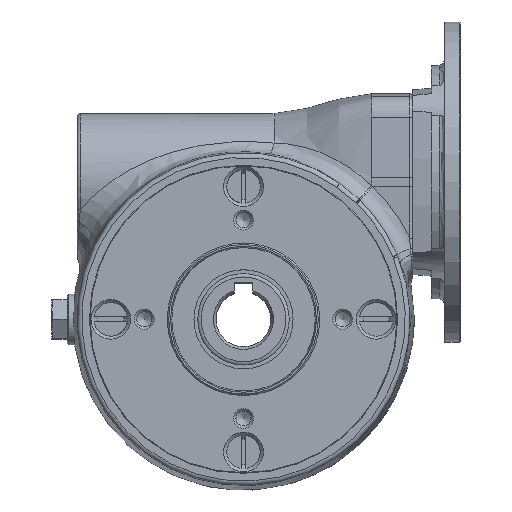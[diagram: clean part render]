
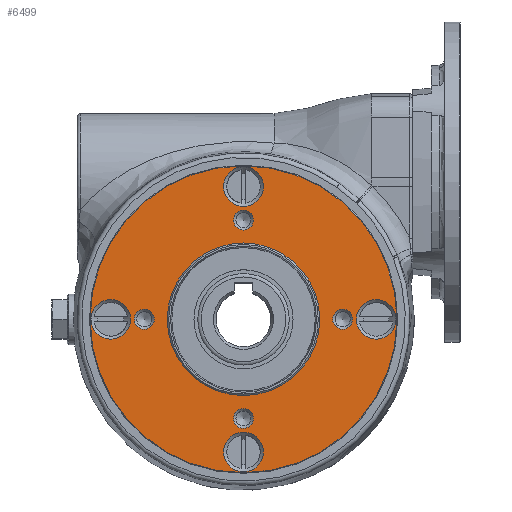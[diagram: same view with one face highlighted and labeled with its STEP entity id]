
A CAD part, top view. The second image highlights one B-rep face of the part: STEP entity #6499.
In plain terms, the highlighted planar face has unit normal (0, 0, 1).
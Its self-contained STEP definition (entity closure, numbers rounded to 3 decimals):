
#521=PLANE('',#6935);
#1097=ORIENTED_EDGE('',*,*,#2362,.F.);
#1098=ORIENTED_EDGE('',*,*,#2360,.F.);
#1099=ORIENTED_EDGE('',*,*,#2357,.F.);
#1100=ORIENTED_EDGE('',*,*,#2354,.F.);
#1101=ORIENTED_EDGE('',*,*,#2351,.F.);
#1102=ORIENTED_EDGE('',*,*,#2344,.F.);
#1103=ORIENTED_EDGE('',*,*,#2363,.F.);
#1104=ORIENTED_EDGE('',*,*,#2364,.F.);
#1105=ORIENTED_EDGE('',*,*,#2365,.F.);
#1106=ORIENTED_EDGE('',*,*,#2341,.T.);
#2341=EDGE_CURVE('',#2973,#2973,#3412,.T.);
#2344=EDGE_CURVE('',#2976,#2976,#3415,.T.);
#2351=EDGE_CURVE('',#2984,#2984,#3422,.T.);
#2354=EDGE_CURVE('',#2988,#2988,#3425,.T.);
#2357=EDGE_CURVE('',#2992,#2992,#3428,.T.);
#2360=EDGE_CURVE('',#2996,#2996,#3431,.T.);
#2362=EDGE_CURVE('',#2998,#2998,#3433,.T.);
#2363=EDGE_CURVE('',#2999,#2999,#3434,.T.);
#2364=EDGE_CURVE('',#3000,#3000,#3435,.T.);
#2365=EDGE_CURVE('',#3001,#3001,#3436,.T.);
#2973=VERTEX_POINT('',#9166);
#2976=VERTEX_POINT('',#9173);
#2984=VERTEX_POINT('',#9192);
#2988=VERTEX_POINT('',#9201);
#2992=VERTEX_POINT('',#9210);
#2996=VERTEX_POINT('',#9219);
#2998=VERTEX_POINT('',#9226);
#2999=VERTEX_POINT('',#9228);
#3000=VERTEX_POINT('',#9230);
#3001=VERTEX_POINT('',#9232);
#3412=CIRCLE('',#6901,50.3);
#3415=CIRCLE('',#6905,6.5);
#3422=CIRCLE('',#6916,3.258);
#3425=CIRCLE('',#6921,3.258);
#3428=CIRCLE('',#6926,3.259);
#3431=CIRCLE('',#6931,3.258);
#3433=CIRCLE('',#6936,25.);
#3434=CIRCLE('',#6937,6.5);
#3435=CIRCLE('',#6938,6.5);
#3436=CIRCLE('',#6939,6.5);
#3754=EDGE_LOOP('',(#1097));
#3755=EDGE_LOOP('',(#1098));
#3756=EDGE_LOOP('',(#1099));
#3757=EDGE_LOOP('',(#1100));
#3758=EDGE_LOOP('',(#1101));
#3759=EDGE_LOOP('',(#1102));
#3760=EDGE_LOOP('',(#1103));
#3761=EDGE_LOOP('',(#1104));
#3762=EDGE_LOOP('',(#1105));
#3763=EDGE_LOOP('',(#1106));
#4254=FACE_BOUND('',#3754,.T.);
#4255=FACE_BOUND('',#3755,.T.);
#4256=FACE_BOUND('',#3756,.T.);
#4257=FACE_BOUND('',#3757,.T.);
#4258=FACE_BOUND('',#3758,.T.);
#4259=FACE_BOUND('',#3759,.T.);
#4260=FACE_BOUND('',#3760,.T.);
#4261=FACE_BOUND('',#3761,.T.);
#4262=FACE_BOUND('',#3762,.T.);
#4263=FACE_BOUND('',#3763,.T.);
#6499=ADVANCED_FACE('',(#4254,#4255,#4256,#4257,#4258,#4259,#4260,#4261,
#4262,#4263),#521,.T.);
#6901=AXIS2_PLACEMENT_3D('',#9165,#7684,#7685);
#6905=AXIS2_PLACEMENT_3D('',#9172,#7692,#7693);
#6916=AXIS2_PLACEMENT_3D('',#9191,#7714,#7715);
#6921=AXIS2_PLACEMENT_3D('',#9200,#7724,#7725);
#6926=AXIS2_PLACEMENT_3D('',#9209,#7734,#7735);
#6931=AXIS2_PLACEMENT_3D('',#9218,#7744,#7745);
#6935=AXIS2_PLACEMENT_3D('',#9224,#7752,#7753);
#6936=AXIS2_PLACEMENT_3D('',#9225,#7754,#7755);
#6937=AXIS2_PLACEMENT_3D('',#9227,#7756,#7757);
#6938=AXIS2_PLACEMENT_3D('',#9229,#7758,#7759);
#6939=AXIS2_PLACEMENT_3D('',#9231,#7760,#7761);
#7684=DIRECTION('',(0.,0.,1.));
#7685=DIRECTION('',(0.,1.,0.));
#7692=DIRECTION('',(0.,0.,1.));
#7693=DIRECTION('',(0.,1.,0.));
#7714=DIRECTION('',(0.,0.,1.));
#7715=DIRECTION('',(0.,1.,0.));
#7724=DIRECTION('',(0.,0.,1.));
#7725=DIRECTION('',(0.,1.,0.));
#7734=DIRECTION('',(0.,0.,1.));
#7735=DIRECTION('',(0.,1.,0.));
#7744=DIRECTION('',(0.,0.,1.));
#7745=DIRECTION('',(0.,1.,0.));
#7752=DIRECTION('',(0.,0.,1.));
#7753=DIRECTION('',(-1.,0.,0.));
#7754=DIRECTION('',(0.,0.,1.));
#7755=DIRECTION('',(0.,1.,0.));
#7756=DIRECTION('',(0.,0.,1.));
#7757=DIRECTION('',(0.,1.,0.));
#7758=DIRECTION('',(0.,0.,1.));
#7759=DIRECTION('',(0.,1.,0.));
#7760=DIRECTION('',(0.,0.,1.));
#7761=DIRECTION('',(0.,1.,0.));
#9165=CARTESIAN_POINT('',(0.,0.,35.));
#9166=CARTESIAN_POINT('',(0.,50.3,35.));
#9172=CARTESIAN_POINT('',(-43.5,0.,35.));
#9173=CARTESIAN_POINT('',(-43.5,6.5,35.));
#9191=CARTESIAN_POINT('',(0.,-32.5,35.));
#9192=CARTESIAN_POINT('',(0.,-29.242,35.));
#9200=CARTESIAN_POINT('',(-32.5,0.,35.));
#9201=CARTESIAN_POINT('',(-32.5,3.259,35.));
#9209=CARTESIAN_POINT('',(0.,32.5,35.));
#9210=CARTESIAN_POINT('',(0.,35.759,35.));
#9218=CARTESIAN_POINT('',(32.5,0.,35.));
#9219=CARTESIAN_POINT('',(32.5,3.258,35.));
#9224=CARTESIAN_POINT('',(0.,25.,35.));
#9225=CARTESIAN_POINT('',(0.,0.,35.));
#9226=CARTESIAN_POINT('',(0.,25.,35.));
#9227=CARTESIAN_POINT('',(0.,-43.5,35.));
#9228=CARTESIAN_POINT('',(0.,-37.,35.));
#9229=CARTESIAN_POINT('',(43.5,0.,35.));
#9230=CARTESIAN_POINT('',(43.5,6.5,35.));
#9231=CARTESIAN_POINT('',(0.,43.5,35.));
#9232=CARTESIAN_POINT('',(0.,50.,35.));
